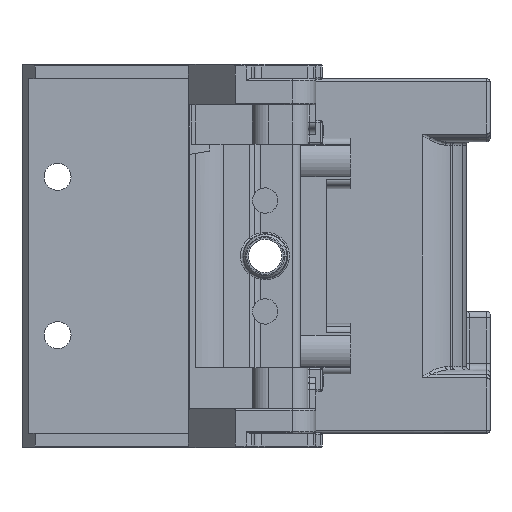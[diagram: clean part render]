
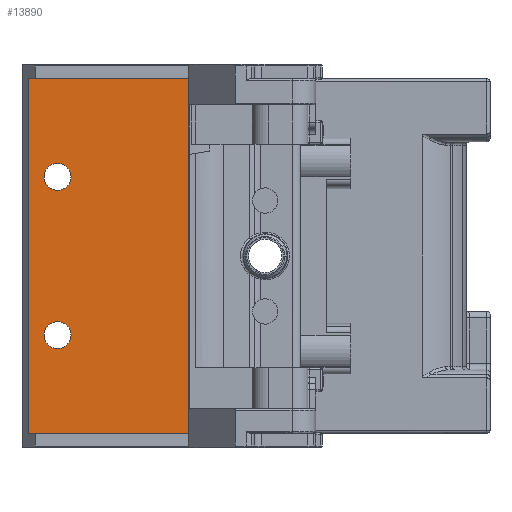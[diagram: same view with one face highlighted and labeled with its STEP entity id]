
A CAD part, front view. The second image highlights one B-rep face of the part: STEP entity #13890.
In plain terms, the highlighted planar face has unit normal (0, -1, 0).
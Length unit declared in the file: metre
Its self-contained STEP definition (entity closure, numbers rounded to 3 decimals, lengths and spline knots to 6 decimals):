
#106=PLANE('',#14979);
#539=CIRCLE('',#14681,0.0017);
#540=CIRCLE('',#14683,0.0017);
#667=CIRCLE('',#14864,0.0017);
#668=CIRCLE('',#14865,0.0017);
#670=CIRCLE('',#14868,0.0017);
#671=CIRCLE('',#14869,0.0017);
#746=CIRCLE('',#14980,0.0017);
#747=CIRCLE('',#14981,0.0017);
#748=CIRCLE('',#14982,0.0017);
#749=CIRCLE('',#14983,0.0017);
#1732=LINE('',#22428,#2703);
#1737=LINE('',#22438,#2708);
#1747=LINE('',#22469,#2718);
#1748=LINE('',#22470,#2719);
#2703=VECTOR('',#17383,1.);
#2708=VECTOR('',#17390,1.);
#2718=VECTOR('',#17420,1.);
#2719=VECTOR('',#17421,1.);
#4014=ORIENTED_EDGE('',*,*,#8384,.T.);
#4015=ORIENTED_EDGE('',*,*,#7908,.T.);
#4016=ORIENTED_EDGE('',*,*,#8385,.T.);
#4017=ORIENTED_EDGE('',*,*,#7905,.T.);
#4018=ORIENTED_EDGE('',*,*,#8167,.F.);
#4019=ORIENTED_EDGE('',*,*,#8386,.F.);
#4020=ORIENTED_EDGE('',*,*,#8168,.F.);
#4021=ORIENTED_EDGE('',*,*,#8162,.F.);
#4022=ORIENTED_EDGE('',*,*,#8387,.F.);
#4023=ORIENTED_EDGE('',*,*,#8163,.F.);
#4024=ORIENTED_EDGE('',*,*,#8365,.F.);
#4025=ORIENTED_EDGE('',*,*,#8388,.T.);
#4026=ORIENTED_EDGE('',*,*,#8370,.T.);
#4027=ORIENTED_EDGE('',*,*,#8389,.T.);
#7905=EDGE_CURVE('',#10112,#10113,#539,.T.);
#7908=EDGE_CURVE('',#10114,#10115,#540,.T.);
#8162=EDGE_CURVE('',#10351,#10352,#667,.T.);
#8163=EDGE_CURVE('',#10352,#10353,#668,.T.);
#8167=EDGE_CURVE('',#10356,#10357,#670,.T.);
#8168=EDGE_CURVE('',#10357,#10358,#671,.T.);
#8365=EDGE_CURVE('',#10533,#10534,#1732,.T.);
#8370=EDGE_CURVE('',#10538,#10539,#1737,.T.);
#8384=EDGE_CURVE('',#10115,#10114,#746,.T.);
#8385=EDGE_CURVE('',#10113,#10112,#747,.T.);
#8386=EDGE_CURVE('',#10358,#10356,#748,.T.);
#8387=EDGE_CURVE('',#10353,#10351,#749,.T.);
#8388=EDGE_CURVE('',#10533,#10538,#1747,.T.);
#8389=EDGE_CURVE('',#10539,#10534,#1748,.T.);
#10112=VERTEX_POINT('',#21308);
#10113=VERTEX_POINT('',#21309);
#10114=VERTEX_POINT('',#21314);
#10115=VERTEX_POINT('',#21315);
#10351=VERTEX_POINT('',#22011);
#10352=VERTEX_POINT('',#22012);
#10353=VERTEX_POINT('',#22014);
#10356=VERTEX_POINT('',#22022);
#10357=VERTEX_POINT('',#22023);
#10358=VERTEX_POINT('',#22025);
#10533=VERTEX_POINT('',#22427);
#10534=VERTEX_POINT('',#22429);
#10538=VERTEX_POINT('',#22439);
#10539=VERTEX_POINT('',#22440);
#11740=EDGE_LOOP('',(#4014,#4015));
#11741=EDGE_LOOP('',(#4016,#4017));
#11742=EDGE_LOOP('',(#4018,#4019,#4020));
#11743=EDGE_LOOP('',(#4021,#4022,#4023));
#11744=EDGE_LOOP('',(#4024,#4025,#4026,#4027));
#12617=FACE_BOUND('',#11740,.T.);
#12618=FACE_BOUND('',#11741,.T.);
#12619=FACE_BOUND('',#11742,.T.);
#12620=FACE_BOUND('',#11743,.T.);
#12621=FACE_BOUND('',#11744,.T.);
#13890=ADVANCED_FACE('',(#12617,#12618,#12619,#12620,#12621),#106,.T.);
#14681=AXIS2_PLACEMENT_3D('',#21307,#16589,#16590);
#14683=AXIS2_PLACEMENT_3D('',#21313,#16595,#16596);
#14864=AXIS2_PLACEMENT_3D('',#22010,#17051,#17052);
#14865=AXIS2_PLACEMENT_3D('',#22013,#17053,#17054);
#14868=AXIS2_PLACEMENT_3D('',#22021,#17061,#17062);
#14869=AXIS2_PLACEMENT_3D('',#22024,#17063,#17064);
#14979=AXIS2_PLACEMENT_3D('',#22464,#17410,#17411);
#14980=AXIS2_PLACEMENT_3D('',#22465,#17412,#17413);
#14981=AXIS2_PLACEMENT_3D('',#22466,#17414,#17415);
#14982=AXIS2_PLACEMENT_3D('',#22467,#17416,#17417);
#14983=AXIS2_PLACEMENT_3D('',#22468,#17418,#17419);
#16589=DIRECTION('',(0.,1.,0.));
#16590=DIRECTION('',(0.,0.,1.));
#16595=DIRECTION('',(0.,1.,0.));
#16596=DIRECTION('',(0.,0.,1.));
#17051=DIRECTION('',(0.,-1.,0.));
#17052=DIRECTION('',(-1.,0.,0.));
#17053=DIRECTION('',(0.,-1.,0.));
#17054=DIRECTION('',(-1.,0.,0.));
#17061=DIRECTION('',(0.,-1.,0.));
#17062=DIRECTION('',(-1.,0.,0.));
#17063=DIRECTION('',(0.,-1.,0.));
#17064=DIRECTION('',(-1.,0.,0.));
#17383=DIRECTION('',(1.,0.,0.));
#17390=DIRECTION('',(1.,0.,0.));
#17410=DIRECTION('',(0.,-1.,0.));
#17411=DIRECTION('',(-1.,0.,0.));
#17412=DIRECTION('',(0.,1.,0.));
#17413=DIRECTION('',(0.,0.,1.));
#17414=DIRECTION('',(0.,1.,0.));
#17415=DIRECTION('',(0.,0.,1.));
#17416=DIRECTION('',(0.,-1.,0.));
#17417=DIRECTION('',(-1.,0.,0.));
#17418=DIRECTION('',(0.,-1.,0.));
#17419=DIRECTION('',(-1.,0.,0.));
#17420=DIRECTION('',(0.,0.,-1.));
#17421=DIRECTION('',(0.,0.,1.));
#21307=CARTESIAN_POINT('',(0.0094,0.0311,-0.01));
#21308=CARTESIAN_POINT('',(0.0094,0.0311,-0.0117));
#21309=CARTESIAN_POINT('',(0.0094,0.0311,-0.0083));
#21313=CARTESIAN_POINT('',(0.0094,0.0311,0.01));
#21314=CARTESIAN_POINT('',(0.0094,0.0311,0.0083));
#21315=CARTESIAN_POINT('',(0.0094,0.0311,0.0117));
#22010=CARTESIAN_POINT('',(-0.0106,0.0311,-0.01));
#22011=CARTESIAN_POINT('',(-0.0106,0.0311,-0.0083));
#22012=CARTESIAN_POINT('',(-0.0123,0.0311,-0.01));
#22013=CARTESIAN_POINT('',(-0.0106,0.0311,-0.01));
#22014=CARTESIAN_POINT('',(-0.0106,0.0311,-0.0117));
#22021=CARTESIAN_POINT('',(-0.0106,0.0311,0.01));
#22022=CARTESIAN_POINT('',(-0.0106,0.0311,0.0117));
#22023=CARTESIAN_POINT('',(-0.0123,0.0311,0.01));
#22024=CARTESIAN_POINT('',(-0.0106,0.0311,0.01));
#22025=CARTESIAN_POINT('',(-0.0106,0.0311,0.0083));
#22427=CARTESIAN_POINT('',(-0.014281,0.0311,0.0224));
#22428=CARTESIAN_POINT('',(0.028197,0.0311,0.0224));
#22429=CARTESIAN_POINT('',(0.0131,0.0311,0.0224));
#22438=CARTESIAN_POINT('',(0.044202,0.0311,-0.0224));
#22439=CARTESIAN_POINT('',(-0.014281,0.0311,-0.0224));
#22440=CARTESIAN_POINT('',(0.0131,0.0311,-0.0224));
#22464=CARTESIAN_POINT('',(0.044202,0.0311,0.023897));
#22465=CARTESIAN_POINT('',(0.0094,0.0311,0.01));
#22466=CARTESIAN_POINT('',(0.0094,0.0311,-0.01));
#22467=CARTESIAN_POINT('',(-0.0106,0.0311,0.01));
#22468=CARTESIAN_POINT('',(-0.0106,0.0311,-0.01));
#22469=CARTESIAN_POINT('',(-0.014281,0.0311,0.023897));
#22470=CARTESIAN_POINT('',(0.0131,0.0311,0.));
